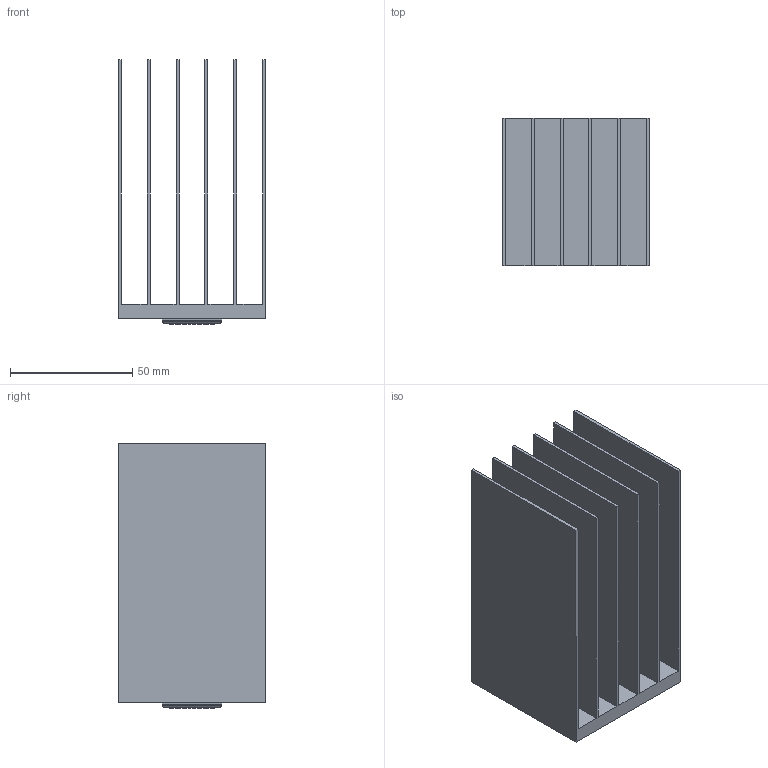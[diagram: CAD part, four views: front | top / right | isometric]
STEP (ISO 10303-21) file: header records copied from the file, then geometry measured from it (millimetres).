
FILE_DESCRIPTION (( 'STEP AP203' ), '1' );
FILE_NAME ('Assem4.STEP', '2021-03-10T19:16:56', ( '' ), ( '' ), 'SwSTEP 2.0', 'SolidWorks 2020', '' );
FILE_SCHEMA (( 'CONFIG_CONTROL_DESIGN' ));
Length unit declared in the file: millimetre
Products named in the file (4): Assem4; Interface_Thermal; LED; Rectangular4
Assembly tree (3 placements, depth 2):
  Assem4
    Rectangular4
    LED
    Interface_Thermal
Bounding box: 60.2 x 60.2 x 108.2 mm (x, y, z)
Volume: 66182.9 mm3; surface area: 84879.5 mm2
Topology: 3 solids, 3 shells, 51 faces, 126 edges, 82 vertices
Faces by surface type: plane 39, cylinder 10, torus 2
Entity records: 1910 total; most frequent: CARTESIAN_POINT 277, DIRECTION 252, ORIENTED_EDGE 252, EDGE_CURVE 126, LINE 106, VECTOR 106, VERTEX_POINT 82, AXIS2_PLACEMENT_3D 73
